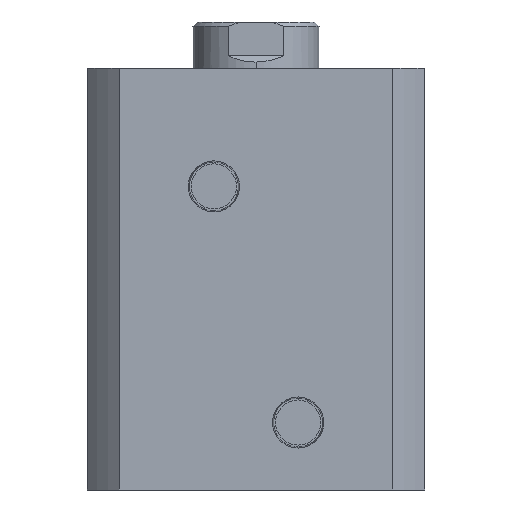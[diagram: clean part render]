
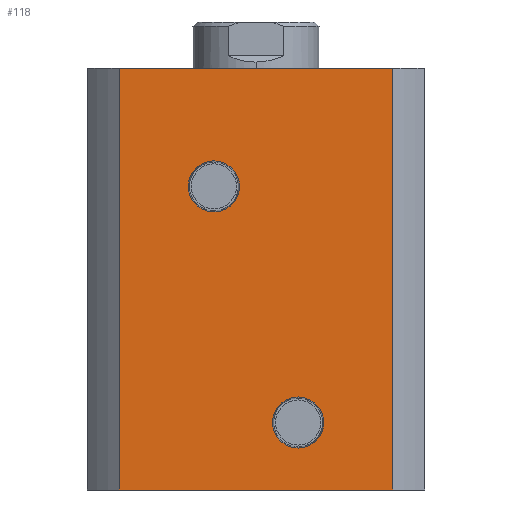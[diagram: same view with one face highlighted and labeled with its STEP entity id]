
A CAD part, left-side view. The second image highlights one B-rep face of the part: STEP entity #118.
In plain terms, the highlighted planar face has unit normal (-1, 0, 0).
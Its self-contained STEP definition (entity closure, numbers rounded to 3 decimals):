
#32 = VERTEX_POINT ( 'NONE', #1614 ) ;
#35 = VERTEX_POINT ( 'NONE', #1617 ) ;
#102 = VERTEX_POINT ( 'NONE', #1812 ) ;
#118 = ADVANCED_FACE ( 'NONE', ( #1762, #1727, #1744 ), #2398, .F. ) ;
#209 = VERTEX_POINT ( 'NONE', #3330 ) ;
#283 = VERTEX_POINT ( 'NONE', #3410 ) ;
#319 = VERTEX_POINT ( 'NONE', #3439 ) ;
#320 = EDGE_LOOP ( 'NONE', ( #2187, #2140 ) ) ;
#386 = VERTEX_POINT ( 'NONE', #3493 ) ;
#406 = VERTEX_POINT ( 'NONE', #3499 ) ;
#485 = CIRCLE ( 'NONE', #1242, 6.06 ) ;
#525 = EDGE_CURVE ( 'NONE', #319, #102, #1571, .T. ) ;
#542 = EDGE_CURVE ( 'NONE', #406, #386, #3143, .T. ) ;
#605 = EDGE_LOOP ( 'NONE', ( #2162, #2148 ) ) ;
#628 = EDGE_LOOP ( 'NONE', ( #2158, #2006, #2318, #2197 ) ) ;
#727 = LINE ( 'NONE', #2540, #730 ) ;
#730 = VECTOR ( 'NONE', #2541, 1000. ) ;
#816 = CIRCLE ( 'NONE', #1277, 6.06 ) ;
#827 = LINE ( 'NONE', #2702, #830 ) ;
#830 = VECTOR ( 'NONE', #2697, 1000. ) ;
#1139 = AXIS2_PLACEMENT_3D ( 'NONE', #2400, #2395, #2394 ) ;
#1220 = AXIS2_PLACEMENT_3D ( 'NONE', #3548, #3549, #3550 ) ;
#1232 = AXIS2_PLACEMENT_3D ( 'NONE', #3642, #3643, #3644 ) ;
#1242 = AXIS2_PLACEMENT_3D ( 'NONE', #2444, #2445, #2446 ) ;
#1277 = AXIS2_PLACEMENT_3D ( 'NONE', #2678, #2679, #2680 ) ;
#1558 = EDGE_CURVE ( 'NONE', #102, #319, #3069, .T. ) ;
#1563 = EDGE_CURVE ( 'NONE', #283, #35, #3062, .T. ) ;
#1571 = CIRCLE ( 'NONE', #1220, 6.06 ) ;
#1614 = CARTESIAN_POINT ( 'NONE',  ( -40., -10., 22.06 ) ) ;
#1617 = CARTESIAN_POINT ( 'NONE',  ( -40., 32.438, 0. ) ) ;
#1727 = FACE_BOUND ( 'NONE', #605, .T. ) ;
#1744 = FACE_OUTER_BOUND ( 'NONE', #628, .T. ) ;
#1762 = FACE_BOUND ( 'NONE', #320, .T. ) ;
#1779 = EDGE_CURVE ( 'NONE', #32, #209, #485, .T. ) ;
#1812 = CARTESIAN_POINT ( 'NONE',  ( -40., 10., 78.06 ) ) ;
#2006 = ORIENTED_EDGE ( 'NONE', *, *, #542, .F. ) ;
#2140 = ORIENTED_EDGE ( 'NONE', *, *, #2958, .F. ) ;
#2148 = ORIENTED_EDGE ( 'NONE', *, *, #525, .F. ) ;
#2158 = ORIENTED_EDGE ( 'NONE', *, *, #2967, .T. ) ;
#2162 = ORIENTED_EDGE ( 'NONE', *, *, #1558, .F. ) ;
#2187 = ORIENTED_EDGE ( 'NONE', *, *, #1779, .F. ) ;
#2197 = ORIENTED_EDGE ( 'NONE', *, *, #1563, .T. ) ;
#2318 = ORIENTED_EDGE ( 'NONE', *, *, #2901, .F. ) ;
#2394 = DIRECTION ( 'NONE',  ( 0., 1., 0. ) ) ;
#2395 = DIRECTION ( 'NONE',  ( 1., 0., 0. ) ) ;
#2398 = PLANE ( 'NONE',  #1139 ) ;
#2400 = CARTESIAN_POINT ( 'NONE',  ( -40., 0., 100. ) ) ;
#2444 = CARTESIAN_POINT ( 'NONE',  ( -40., -10., 16. ) ) ;
#2445 = DIRECTION ( 'NONE',  ( -1., 0., 0. ) ) ;
#2446 = DIRECTION ( 'NONE',  ( 0., 0., 1. ) ) ;
#2540 = CARTESIAN_POINT ( 'NONE',  ( -40., 0., 100. ) ) ;
#2541 = DIRECTION ( 'NONE',  ( 0., -1., 0. ) ) ;
#2678 = CARTESIAN_POINT ( 'NONE',  ( -40., -10., 16. ) ) ;
#2679 = DIRECTION ( 'NONE',  ( -1., 0., 0. ) ) ;
#2680 = DIRECTION ( 'NONE',  ( 0., 0., 1. ) ) ;
#2697 = DIRECTION ( 'NONE',  ( 0., -1., 0. ) ) ;
#2702 = CARTESIAN_POINT ( 'NONE',  ( -40., 0., 0. ) ) ;
#2901 = EDGE_CURVE ( 'NONE', #283, #406, #727, .T. ) ;
#2958 = EDGE_CURVE ( 'NONE', #209, #32, #816, .T. ) ;
#2967 = EDGE_CURVE ( 'NONE', #35, #386, #827, .T. ) ;
#3059 = VECTOR ( 'NONE', #3656, 1000. ) ;
#3062 = LINE ( 'NONE', #3654, #3059 ) ;
#3069 = CIRCLE ( 'NONE', #1232, 6.06 ) ;
#3134 = VECTOR ( 'NONE', #3587, 1000. ) ;
#3143 = LINE ( 'NONE', #3576, #3134 ) ;
#3330 = CARTESIAN_POINT ( 'NONE',  ( -40., -10., 9.94 ) ) ;
#3410 = CARTESIAN_POINT ( 'NONE',  ( -40., 32.438, 100. ) ) ;
#3439 = CARTESIAN_POINT ( 'NONE',  ( -40., 10., 65.94 ) ) ;
#3493 = CARTESIAN_POINT ( 'NONE',  ( -40., -32.438, 0. ) ) ;
#3499 = CARTESIAN_POINT ( 'NONE',  ( -40., -32.438, 100. ) ) ;
#3548 = CARTESIAN_POINT ( 'NONE',  ( -40., 10., 72. ) ) ;
#3549 = DIRECTION ( 'NONE',  ( -1., 0., 0. ) ) ;
#3550 = DIRECTION ( 'NONE',  ( 0., 0., 1. ) ) ;
#3576 = CARTESIAN_POINT ( 'NONE',  ( -40., -32.438, 100. ) ) ;
#3587 = DIRECTION ( 'NONE',  ( 0., 0., -1. ) ) ;
#3642 = CARTESIAN_POINT ( 'NONE',  ( -40., 10., 72. ) ) ;
#3643 = DIRECTION ( 'NONE',  ( -1., 0., 0. ) ) ;
#3644 = DIRECTION ( 'NONE',  ( 0., 0., 1. ) ) ;
#3654 = CARTESIAN_POINT ( 'NONE',  ( -40., 32.438, 100. ) ) ;
#3656 = DIRECTION ( 'NONE',  ( 0., 0., -1. ) ) ;
